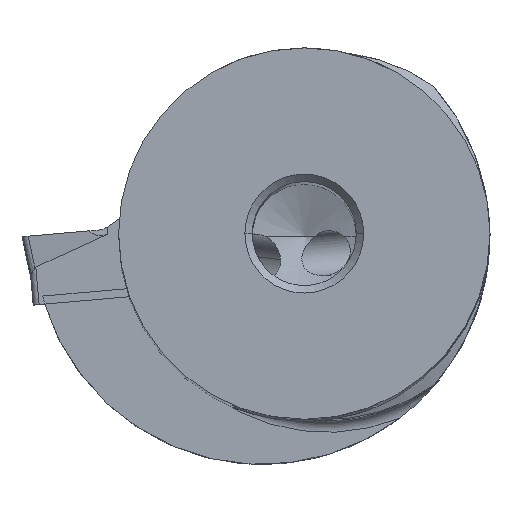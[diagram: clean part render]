
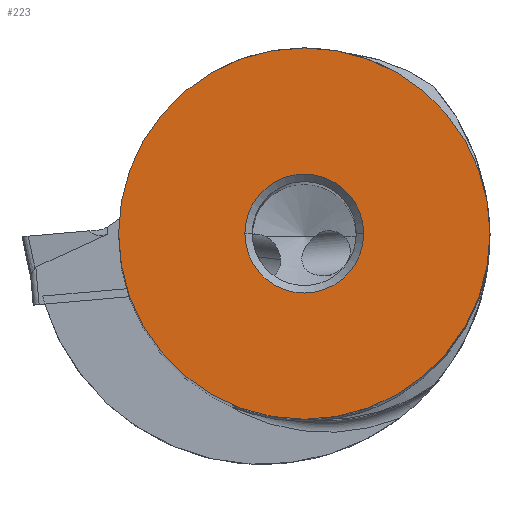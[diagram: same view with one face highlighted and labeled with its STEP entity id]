
A CAD part, top view. The second image highlights one B-rep face of the part: STEP entity #223.
In plain terms, the highlighted planar face has unit normal (0, 0, 1).
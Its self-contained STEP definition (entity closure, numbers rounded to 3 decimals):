
#53=FACE_BOUND('',#516,.T.);
#54=FACE_BOUND('',#517,.T.);
#223=ADVANCED_FACE('',(#53,#54),#311,.T.);
#311=PLANE('',#2858);
#516=EDGE_LOOP('',(#1008,#1009));
#517=EDGE_LOOP('',(#1010,#1011));
#1008=ORIENTED_EDGE('',*,*,#1832,.T.);
#1009=ORIENTED_EDGE('',*,*,#1837,.T.);
#1010=ORIENTED_EDGE('',*,*,#1838,.T.);
#1011=ORIENTED_EDGE('',*,*,#1839,.T.);
#1504=VERTEX_POINT('',#4982);
#1505=VERTEX_POINT('',#4984);
#1510=VERTEX_POINT('',#4997);
#1511=VERTEX_POINT('',#4998);
#1832=EDGE_CURVE('',#1504,#1505,#2189,.T.);
#1837=EDGE_CURVE('',#1505,#1504,#2190,.T.);
#1838=EDGE_CURVE('',#1510,#1511,#2191,.T.);
#1839=EDGE_CURVE('',#1511,#1510,#2192,.T.);
#2189=CIRCLE('',#2851,12.5);
#2190=CIRCLE('',#2855,12.5);
#2191=CIRCLE('',#2856,4.);
#2192=CIRCLE('',#2857,4.);
#2851=AXIS2_PLACEMENT_3D('',#4985,#3335,#3336);
#2855=AXIS2_PLACEMENT_3D('',#4995,#3345,#3346);
#2856=AXIS2_PLACEMENT_3D('',#4996,#3347,#3348);
#2857=AXIS2_PLACEMENT_3D('',#4999,#3349,#3350);
#2858=AXIS2_PLACEMENT_3D('',#5000,#3351,#3352);
#3335=DIRECTION('',(0.,0.,1.));
#3336=DIRECTION('',(1.,0.,0.));
#3345=DIRECTION('',(0.,0.,1.));
#3346=DIRECTION('',(-1.,0.,0.));
#3347=DIRECTION('',(0.,0.,-1.));
#3348=DIRECTION('',(1.,0.,0.));
#3349=DIRECTION('',(0.,0.,-1.));
#3350=DIRECTION('',(-1.,0.,0.));
#3351=DIRECTION('',(0.,0.,1.));
#3352=DIRECTION('',(-1.,0.,0.));
#4982=CARTESIAN_POINT('',(12.5,0.,0.));
#4984=CARTESIAN_POINT('',(-12.5,0.,0.));
#4985=CARTESIAN_POINT('',(0.,0.,0.));
#4995=CARTESIAN_POINT('',(0.,0.,0.));
#4996=CARTESIAN_POINT('',(0.,0.,0.));
#4997=CARTESIAN_POINT('',(4.,0.,0.));
#4998=CARTESIAN_POINT('',(-4.,0.,0.));
#4999=CARTESIAN_POINT('',(0.,0.,0.));
#5000=CARTESIAN_POINT('',(0.,0.,0.));
